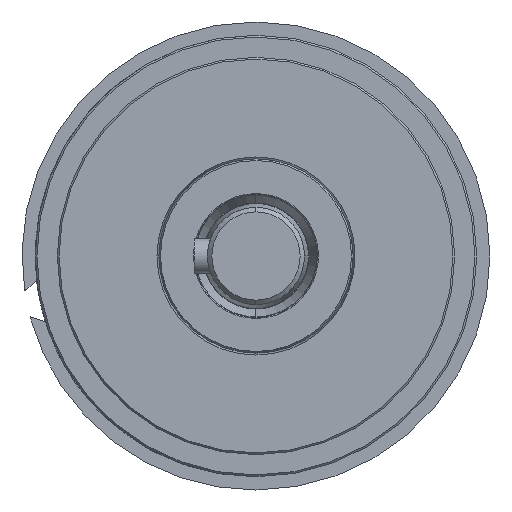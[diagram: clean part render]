
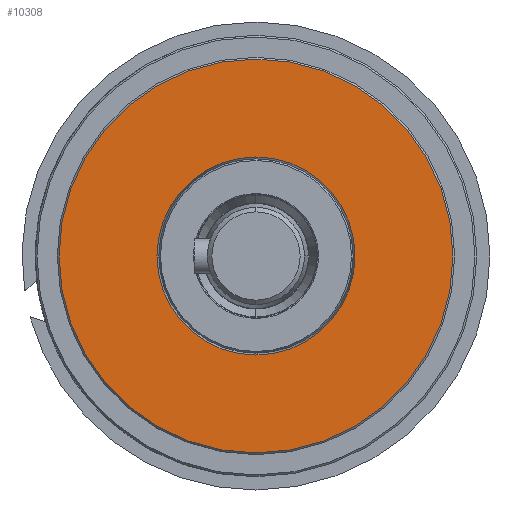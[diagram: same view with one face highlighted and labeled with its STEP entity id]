
A CAD part, left-side view. The second image highlights one B-rep face of the part: STEP entity #10308.
In plain terms, the highlighted planar face has unit normal (-1, 0, 0).
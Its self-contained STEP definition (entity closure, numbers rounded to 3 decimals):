
#578 = EDGE_CURVE ( 'NONE', #10663, #7557, #16447, .T. ) ;
#608 = VERTEX_POINT ( 'NONE', #7040 ) ;
#740 = CIRCLE ( 'NONE', #11639, 22.3 ) ;
#1147 = EDGE_LOOP ( 'NONE', ( #13975, #13275 ) ) ;
#2285 = EDGE_CURVE ( 'NONE', #608, #10809, #16199, .T. ) ;
#3212 = CARTESIAN_POINT ( 'NONE',  ( 0., 0., -11.214 ) ) ;
#3572 = DIRECTION ( 'NONE',  ( 0., 0., -1. ) ) ;
#4221 = AXIS2_PLACEMENT_3D ( 'NONE', #14518, #17181, #4871 ) ;
#4871 = DIRECTION ( 'NONE',  ( 0., 0., -1. ) ) ;
#6121 = CARTESIAN_POINT ( 'NONE',  ( 0., 11.214, 0. ) ) ;
#6268 = DIRECTION ( 'NONE',  ( 1., 0., 0. ) ) ;
#6525 = DIRECTION ( 'NONE',  ( 0., 0., -1. ) ) ;
#6724 = EDGE_LOOP ( 'NONE', ( #12303, #11311 ) ) ;
#6902 = DIRECTION ( 'NONE',  ( 0., 0., 1. ) ) ;
#7040 = CARTESIAN_POINT ( 'NONE',  ( 0., 0., -22.3 ) ) ;
#7557 = VERTEX_POINT ( 'NONE', #11630 ) ;
#7883 = EDGE_CURVE ( 'NONE', #7557, #10663, #11391, .T. ) ;
#8240 = AXIS2_PLACEMENT_3D ( 'NONE', #6121, #17249, #3572 ) ;
#8305 = EDGE_CURVE ( 'NONE', #10809, #608, #740, .T. ) ;
#9092 = AXIS2_PLACEMENT_3D ( 'NONE', #10941, #12093, #6902 ) ;
#10220 = CARTESIAN_POINT ( 'NONE',  ( 0., 0., 0. ) ) ;
#10308 = ADVANCED_FACE ( 'NONE', ( #11837, #11758 ), #11506, .F. ) ;
#10663 = VERTEX_POINT ( 'NONE', #3212 ) ;
#10809 = VERTEX_POINT ( 'NONE', #12412 ) ;
#10941 = CARTESIAN_POINT ( 'NONE',  ( 0., 0., 0. ) ) ;
#11311 = ORIENTED_EDGE ( 'NONE', *, *, #8305, .F. ) ;
#11391 = CIRCLE ( 'NONE', #9092, 11.214 ) ;
#11506 = PLANE ( 'NONE',  #8240 ) ;
#11630 = CARTESIAN_POINT ( 'NONE',  ( 0., 0., 11.214 ) ) ;
#11639 = AXIS2_PLACEMENT_3D ( 'NONE', #10220, #6268, #6525 ) ;
#11758 = FACE_OUTER_BOUND ( 'NONE', #6724, .T. ) ;
#11837 = FACE_BOUND ( 'NONE', #1147, .T. ) ;
#12093 = DIRECTION ( 'NONE',  ( -1., 0., 0. ) ) ;
#12303 = ORIENTED_EDGE ( 'NONE', *, *, #2285, .F. ) ;
#12399 = CARTESIAN_POINT ( 'NONE',  ( 0., 0., 0. ) ) ;
#12412 = CARTESIAN_POINT ( 'NONE',  ( 0., 0., 22.3 ) ) ;
#13275 = ORIENTED_EDGE ( 'NONE', *, *, #578, .F. ) ;
#13975 = ORIENTED_EDGE ( 'NONE', *, *, #7883, .F. ) ;
#14518 = CARTESIAN_POINT ( 'NONE',  ( 0., 0., 0. ) ) ;
#15249 = DIRECTION ( 'NONE',  ( 0., 0., 1. ) ) ;
#16199 = CIRCLE ( 'NONE', #4221, 22.3 ) ;
#16447 = CIRCLE ( 'NONE', #17571, 11.214 ) ;
#16495 = DIRECTION ( 'NONE',  ( -1., 0., 0. ) ) ;
#17181 = DIRECTION ( 'NONE',  ( 1., 0., 0. ) ) ;
#17249 = DIRECTION ( 'NONE',  ( 1., 0., 0. ) ) ;
#17571 = AXIS2_PLACEMENT_3D ( 'NONE', #12399, #16495, #15249 ) ;
